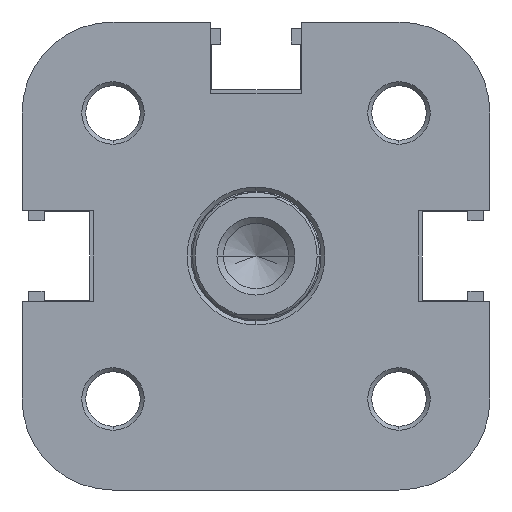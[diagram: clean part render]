
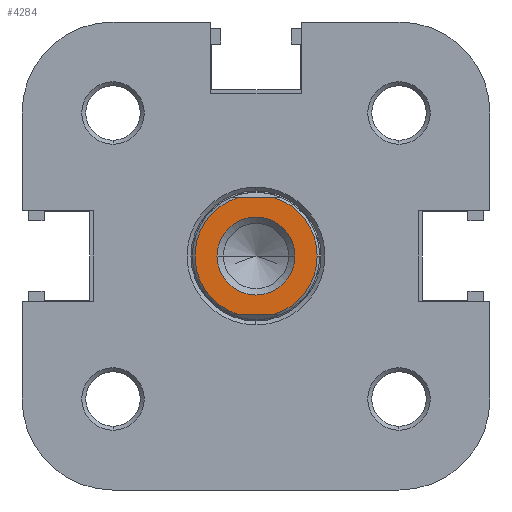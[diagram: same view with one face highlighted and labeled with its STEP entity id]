
A CAD part, left-side view. The second image highlights one B-rep face of the part: STEP entity #4284.
In plain terms, the highlighted face is planar.
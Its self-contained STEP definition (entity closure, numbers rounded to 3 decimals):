
#662 = CIRCLE ( 'NONE', #4114, 4.7 ) ;
#677 = CIRCLE ( 'NONE', #4120, 3. ) ;
#755 = CIRCLE ( 'NONE', #4144, 4.7 ) ;
#760 = LINE ( 'NONE', #1540, #766 ) ;
#765 = CIRCLE ( 'NONE', #4155, 4.7 ) ;
#766 = VECTOR ( 'NONE', #1541, 1000. ) ;
#768 = LINE ( 'NONE', #1550, #770 ) ;
#770 = VECTOR ( 'NONE', #1551, 1000. ) ;
#772 = CIRCLE ( 'NONE', #4158, 3. ) ;
#994 = FACE_BOUND ( 'NONE', #3058, .T. ) ;
#1003 = FACE_OUTER_BOUND ( 'NONE', #3072, .T. ) ;
#1323 = CARTESIAN_POINT ( 'NONE',  ( 249., 0., 0. ) ) ;
#1325 = DIRECTION ( 'NONE',  ( -1., 0., 0. ) ) ;
#1326 = DIRECTION ( 'NONE',  ( 0., 0., -1. ) ) ;
#1352 = CARTESIAN_POINT ( 'NONE',  ( 249., 0., 0. ) ) ;
#1353 = DIRECTION ( 'NONE',  ( 1., 0., 0. ) ) ;
#1354 = DIRECTION ( 'NONE',  ( 0., 0., -1. ) ) ;
#1501 = CARTESIAN_POINT ( 'NONE',  ( 249., 0., 0. ) ) ;
#1506 = DIRECTION ( 'NONE',  ( -1., 0., 0. ) ) ;
#1507 = DIRECTION ( 'NONE',  ( 0., 0., -1. ) ) ;
#1526 = CARTESIAN_POINT ( 'NONE',  ( 249., 0., 0. ) ) ;
#1533 = DIRECTION ( 'NONE',  ( -1., 0., 0. ) ) ;
#1534 = DIRECTION ( 'NONE',  ( 0., 0., -1. ) ) ;
#1540 = CARTESIAN_POINT ( 'NONE',  ( 249., -4.5, -10. ) ) ;
#1541 = DIRECTION ( 'NONE',  ( 0., 0., 1. ) ) ;
#1543 = CARTESIAN_POINT ( 'NONE',  ( 249., 0., 0. ) ) ;
#1547 = DIRECTION ( 'NONE',  ( 1., 0., 0. ) ) ;
#1548 = DIRECTION ( 'NONE',  ( 0., 0., -1. ) ) ;
#1550 = CARTESIAN_POINT ( 'NONE',  ( 249., 4.5, -10. ) ) ;
#1551 = DIRECTION ( 'NONE',  ( 0., 0., 1. ) ) ;
#2009 = CARTESIAN_POINT ( 'NONE',  ( 249., 0., 0. ) ) ;
#2010 = PLANE ( 'NONE',  #2664 ) ;
#2011 = DIRECTION ( 'NONE',  ( -1., 0., 0. ) ) ;
#2012 = DIRECTION ( 'NONE',  ( 0., 0., -1. ) ) ;
#2426 = CARTESIAN_POINT ( 'NONE',  ( 249., 4.5, -1.356 ) ) ;
#2427 = CARTESIAN_POINT ( 'NONE',  ( 249., 0., -4.7 ) ) ;
#2443 = CARTESIAN_POINT ( 'NONE',  ( 249., 0., -3. ) ) ;
#2444 = CARTESIAN_POINT ( 'NONE',  ( 249., 0., 3. ) ) ;
#2482 = CARTESIAN_POINT ( 'NONE',  ( 249., 4.5, 1.356 ) ) ;
#2483 = CARTESIAN_POINT ( 'NONE',  ( 249., -4.5, 1.356 ) ) ;
#2484 = CARTESIAN_POINT ( 'NONE',  ( 249., -4.5, -1.356 ) ) ;
#2664 = AXIS2_PLACEMENT_3D ( 'NONE', #2009, #2011, #2012 ) ;
#3058 = EDGE_LOOP ( 'NONE', ( #6321, #6322 ) ) ;
#3072 = EDGE_LOOP ( 'NONE', ( #6323, #6324, #6325, #6326, #6327 ) ) ;
#3871 = EDGE_CURVE ( 'NONE', #4425, #4426, #662, .T. ) ;
#3882 = EDGE_CURVE ( 'NONE', #4442, #4443, #677, .T. ) ;
#3940 = EDGE_CURVE ( 'NONE', #4426, #4483, #755, .T. ) ;
#3949 = EDGE_CURVE ( 'NONE', #4482, #4481, #765, .T. ) ;
#3952 = EDGE_CURVE ( 'NONE', #4483, #4482, #760, .T. ) ;
#3954 = EDGE_CURVE ( 'NONE', #4443, #4442, #772, .T. ) ;
#3955 = EDGE_CURVE ( 'NONE', #4425, #4481, #768, .T. ) ;
#4114 = AXIS2_PLACEMENT_3D ( 'NONE', #1323, #1325, #1326 ) ;
#4120 = AXIS2_PLACEMENT_3D ( 'NONE', #1352, #1353, #1354 ) ;
#4144 = AXIS2_PLACEMENT_3D ( 'NONE', #1501, #1506, #1507 ) ;
#4155 = AXIS2_PLACEMENT_3D ( 'NONE', #1526, #1533, #1534 ) ;
#4158 = AXIS2_PLACEMENT_3D ( 'NONE', #1543, #1547, #1548 ) ;
#4284 = ADVANCED_FACE ( 'NONE', ( #994, #1003 ), #2010, .F. ) ;
#4425 = VERTEX_POINT ( 'NONE', #2426 ) ;
#4426 = VERTEX_POINT ( 'NONE', #2427 ) ;
#4442 = VERTEX_POINT ( 'NONE', #2443 ) ;
#4443 = VERTEX_POINT ( 'NONE', #2444 ) ;
#4481 = VERTEX_POINT ( 'NONE', #2482 ) ;
#4482 = VERTEX_POINT ( 'NONE', #2483 ) ;
#4483 = VERTEX_POINT ( 'NONE', #2484 ) ;
#6321 = ORIENTED_EDGE ( 'NONE', *, *, #3954, .F. ) ;
#6322 = ORIENTED_EDGE ( 'NONE', *, *, #3882, .F. ) ;
#6323 = ORIENTED_EDGE ( 'NONE', *, *, #3955, .T. ) ;
#6324 = ORIENTED_EDGE ( 'NONE', *, *, #3949, .F. ) ;
#6325 = ORIENTED_EDGE ( 'NONE', *, *, #3952, .F. ) ;
#6326 = ORIENTED_EDGE ( 'NONE', *, *, #3940, .F. ) ;
#6327 = ORIENTED_EDGE ( 'NONE', *, *, #3871, .F. ) ;
